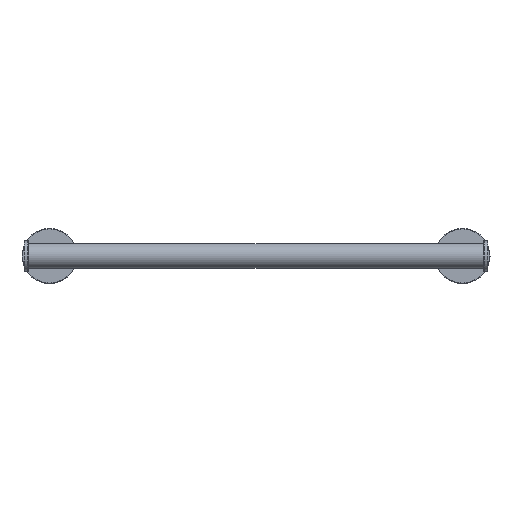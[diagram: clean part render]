
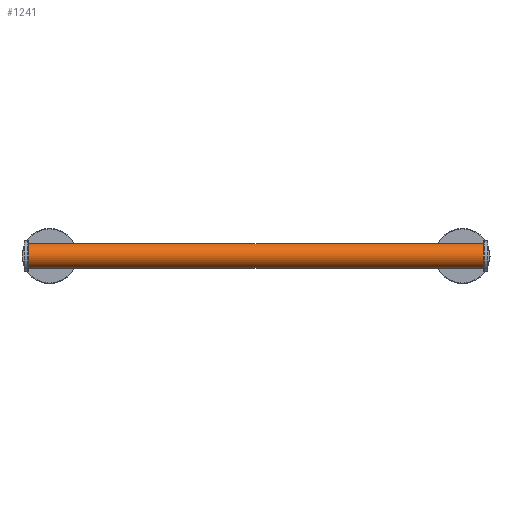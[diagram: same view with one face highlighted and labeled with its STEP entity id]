
A CAD part, front view. The second image highlights one B-rep face of the part: STEP entity #1241.
In plain terms, the highlighted cylindrical face has radius 9 mm (diameter 18 mm), a full revolution.
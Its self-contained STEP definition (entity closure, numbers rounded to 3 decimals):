
#184=B_SPLINE_CURVE_WITH_KNOTS('',3,(#6399,#6400,#6401,#6402,#6403,#6404,
#6405,#6406,#6407,#6408,#6409,#6410,#6411,#6412,#6413,#6414,#6415,#6416,
#6417,#6418,#6419,#6420,#6421,#6422,#6423,#6424,#6425,#6426,#6427,#6428,
#6429,#6430,#6431,#6432,#6433,#6434,#6435,#6436,#6437,#6438,#6439,#6440,
#6441,#6442,#6443,#6444,#6445,#6446,#6447,#6448,#6449,#6450,#6451,#6452,
#6453),.UNSPECIFIED.,.T.,.F.,(1,1,1,1,1,1,1,1,1,1,1,1,1,1,1,1,1,1,1,1,1,
1,1,1,1,1,1,1,1,1,1,1,1,1,1,1,1,1,1,1,1,1,1,1,1,1,1,1,1,1,1,1,1,1,1,1,1,
1,1),(-0.08,-0.064,-0.032,0.,0.03,
0.059,0.076,0.084,0.092,0.108,0.123,
0.139,0.155,0.17,0.186,0.216,
0.247,0.278,0.309,0.326,
0.342,0.358,0.373,0.389,
0.397,0.405,0.42,0.436,
0.466,0.497,0.528,0.559,0.576,
0.584,0.592,0.608,0.623,
0.639,0.655,0.67,0.686,
0.716,0.747,0.778,0.809,0.826,
0.842,0.858,0.873,0.889,
0.897,0.905,0.92,0.936,
0.968,1.,1.03,1.059,1.076),.UNSPECIFIED.);
#453=ORIENTED_EDGE('',*,*,#658,.T.);
#454=ORIENTED_EDGE('',*,*,#659,.T.);
#455=ORIENTED_EDGE('',*,*,#656,.T.);
#656=EDGE_CURVE('',#784,#784,#184,.F.);
#658=EDGE_CURVE('',#786,#786,#857,.T.);
#659=EDGE_CURVE('',#787,#787,#858,.F.);
#784=VERTEX_POINT('',#6454);
#786=VERTEX_POINT('',#6461);
#787=VERTEX_POINT('',#6463);
#857=CIRCLE('',#1461,9.);
#858=CIRCLE('',#1462,9.);
#962=EDGE_LOOP('',(#453));
#963=EDGE_LOOP('',(#454));
#964=EDGE_LOOP('',(#455));
#1104=FACE_BOUND('',#962,.T.);
#1105=FACE_BOUND('',#963,.T.);
#1106=FACE_BOUND('',#964,.T.);
#1173=CYLINDRICAL_SURFACE('',#1460,9.);
#1241=ADVANCED_FACE('',(#1104,#1105,#1106),#1173,.T.);
#1460=AXIS2_PLACEMENT_3D('',#6459,#1678,#1679);
#1461=AXIS2_PLACEMENT_3D('',#6460,#1680,#1681);
#1462=AXIS2_PLACEMENT_3D('',#6462,#1682,#1683);
#1678=DIRECTION('',(-1.,0.,0.));
#1679=DIRECTION('',(0.,0.,-1.));
#1680=DIRECTION('',(-1.,0.,0.));
#1681=DIRECTION('',(0.,0.,1.));
#1682=DIRECTION('',(-1.,0.,0.));
#1683=DIRECTION('',(0.,-1.,0.));
#6399=CARTESIAN_POINT('',(-2711.109,-2695.381,-260.118));
#6400=CARTESIAN_POINT('',(-2711.67,-2695.399,-260.165));
#6401=CARTESIAN_POINT('',(-2712.216,-2695.383,-260.122));
#6402=CARTESIAN_POINT('',(-2712.713,-2695.335,-259.979));
#6403=CARTESIAN_POINT('',(-2713.005,-2695.292,-259.847));
#6404=CARTESIAN_POINT('',(-2713.185,-2695.262,-259.75));
#6405=CARTESIAN_POINT('',(-2713.387,-2695.225,-259.623));
#6406=CARTESIAN_POINT('',(-2713.498,-2695.202,-259.543));
#6407=CARTESIAN_POINT('',(-2713.782,-2695.139,-259.308));
#6408=CARTESIAN_POINT('',(-2714.025,-2695.077,-259.032));
#6409=CARTESIAN_POINT('',(-2714.151,-2695.042,-258.864));
#6410=CARTESIAN_POINT('',(-2714.327,-2694.992,-258.581));
#6411=CARTESIAN_POINT('',(-2714.483,-2694.944,-258.257));
#6412=CARTESIAN_POINT('',(-2714.642,-2694.893,-257.762));
#6413=CARTESIAN_POINT('',(-2714.699,-2694.873,-257.202));
#6414=CARTESIAN_POINT('',(-2714.663,-2694.886,-256.647));
#6415=CARTESIAN_POINT('',(-2714.516,-2694.934,-256.129));
#6416=CARTESIAN_POINT('',(-2714.366,-2694.98,-255.791));
#6417=CARTESIAN_POINT('',(-2714.186,-2695.033,-255.485));
#6418=CARTESIAN_POINT('',(-2714.059,-2695.068,-255.312));
#6419=CARTESIAN_POINT('',(-2713.845,-2695.124,-255.057));
#6420=CARTESIAN_POINT('',(-2713.605,-2695.179,-254.841));
#6421=CARTESIAN_POINT('',(-2713.458,-2695.21,-254.73));
#6422=CARTESIAN_POINT('',(-2713.36,-2695.23,-254.659));
#6423=CARTESIAN_POINT('',(-2713.108,-2695.276,-254.502));
#6424=CARTESIAN_POINT('',(-2712.795,-2695.324,-254.353));
#6425=CARTESIAN_POINT('',(-2712.291,-2695.378,-254.19));
#6426=CARTESIAN_POINT('',(-2711.736,-2695.399,-254.135));
#6427=CARTESIAN_POINT('',(-2711.185,-2695.385,-254.171));
#6428=CARTESIAN_POINT('',(-2710.667,-2695.336,-254.315));
#6429=CARTESIAN_POINT('',(-2710.366,-2695.292,-254.452));
#6430=CARTESIAN_POINT('',(-2710.184,-2695.262,-254.55));
#6431=CARTESIAN_POINT('',(-2709.982,-2695.225,-254.676));
#6432=CARTESIAN_POINT('',(-2709.87,-2695.202,-254.756));
#6433=CARTESIAN_POINT('',(-2709.587,-2695.14,-254.992));
#6434=CARTESIAN_POINT('',(-2709.343,-2695.077,-255.267));
#6435=CARTESIAN_POINT('',(-2709.217,-2695.042,-255.436));
#6436=CARTESIAN_POINT('',(-2709.041,-2694.992,-255.719));
#6437=CARTESIAN_POINT('',(-2708.886,-2694.944,-256.042));
#6438=CARTESIAN_POINT('',(-2708.726,-2694.893,-256.538));
#6439=CARTESIAN_POINT('',(-2708.669,-2694.873,-257.098));
#6440=CARTESIAN_POINT('',(-2708.705,-2694.886,-257.653));
#6441=CARTESIAN_POINT('',(-2708.853,-2694.934,-258.171));
#6442=CARTESIAN_POINT('',(-2709.003,-2694.98,-258.509));
#6443=CARTESIAN_POINT('',(-2709.183,-2695.033,-258.815));
#6444=CARTESIAN_POINT('',(-2709.309,-2695.068,-258.988));
#6445=CARTESIAN_POINT('',(-2709.524,-2695.124,-259.243));
#6446=CARTESIAN_POINT('',(-2709.764,-2695.179,-259.459));
#6447=CARTESIAN_POINT('',(-2709.911,-2695.21,-259.57));
#6448=CARTESIAN_POINT('',(-2710.008,-2695.23,-259.64));
#6449=CARTESIAN_POINT('',(-2710.261,-2695.276,-259.797));
#6450=CARTESIAN_POINT('',(-2710.582,-2695.325,-259.95));
#6451=CARTESIAN_POINT('',(-2711.109,-2695.381,-260.118));
#6452=CARTESIAN_POINT('',(-2711.67,-2695.399,-260.165));
#6453=CARTESIAN_POINT('',(-2712.216,-2695.383,-260.122));
#6454=CARTESIAN_POINT('',(-2711.684,-2695.393,-260.15));
#6459=CARTESIAN_POINT('',(-2711.684,-2703.879,-257.15));
#6460=CARTESIAN_POINT('',(-2396.484,-2703.879,-257.15));
#6461=CARTESIAN_POINT('',(-2396.484,-2703.879,-248.15));
#6462=CARTESIAN_POINT('',(-2726.884,-2703.879,-257.15));
#6463=CARTESIAN_POINT('',(-2726.884,-2712.879,-257.15));
